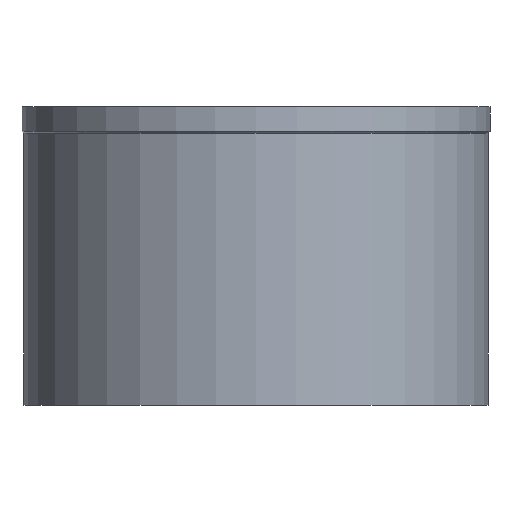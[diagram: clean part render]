
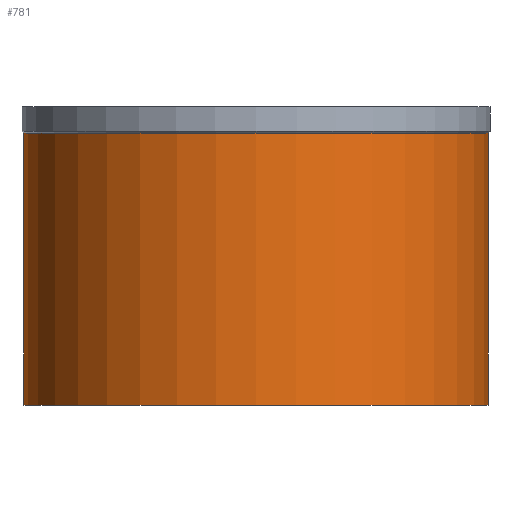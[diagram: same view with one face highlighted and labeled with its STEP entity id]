
A CAD part, left-side view. The second image highlights one B-rep face of the part: STEP entity #781.
In plain terms, the highlighted cylindrical face has radius 17.5 mm (diameter 35 mm), a partial arc.
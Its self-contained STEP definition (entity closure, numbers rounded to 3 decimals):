
#56=CARTESIAN_POINT('',(0.,0.,-2.));
#57=DIRECTION('',(0.,0.,-1.));
#58=DIRECTION('',(0.,-1.,0.));
#59=AXIS2_PLACEMENT_3D('',#56,#57,#58);
#344=CARTESIAN_POINT('',(0.,0.,-22.5));
#345=DIRECTION('',(0.,0.,1.));
#346=DIRECTION('',(0.,1.,0.));
#347=AXIS2_PLACEMENT_3D('',#344,#345,#346);
#368=DIRECTION('',(0.,0.,-1.));
#369=VECTOR('',#368,20.5);
#370=CARTESIAN_POINT('',(0.,17.5,-2.));
#371=LINE('',#370,#369);
#375=DIRECTION('',(0.,0.,-1.));
#376=VECTOR('',#375,20.5);
#377=CARTESIAN_POINT('',(0.,-17.5,-2.));
#378=LINE('',#377,#376);
#383=CARTESIAN_POINT('',(0.,17.5,-2.));
#385=VERTEX_POINT('',#383);
#386=CARTESIAN_POINT('',(0.,-17.5,-2.));
#387=VERTEX_POINT('',#386);
#434=CARTESIAN_POINT('',(0.,-17.5,-22.5));
#435=CARTESIAN_POINT('',(0.,17.5,-22.5));
#436=VERTEX_POINT('',#434);
#437=VERTEX_POINT('',#435);
#770=CARTESIAN_POINT('',(0.,0.,0.));
#771=DIRECTION('',(0.,0.,-1.));
#772=DIRECTION('',(0.,-1.,0.));
#773=AXIS2_PLACEMENT_3D('',#770,#771,#772);
#774=CYLINDRICAL_SURFACE('',#773,17.5);
#775=ORIENTED_EDGE('',*,*,#761,.F.);
#776=ORIENTED_EDGE('',*,*,#463,.F.);
#777=ORIENTED_EDGE('',*,*,#764,.T.);
#778=ORIENTED_EDGE('',*,*,#747,.F.);
#779=EDGE_LOOP('',(#775,#776,#777,#778));
#780=FACE_OUTER_BOUND('',#779,.F.);
#60=CIRCLE('',#59,17.5);
#348=CIRCLE('',#347,17.5);
#463=EDGE_CURVE('',#387,#385,#60,.T.);
#747=EDGE_CURVE('',#437,#436,#348,.T.);
#761=EDGE_CURVE('',#385,#437,#371,.T.);
#764=EDGE_CURVE('',#387,#436,#378,.T.);
#781=ADVANCED_FACE('',(#780),#774,.T.);
